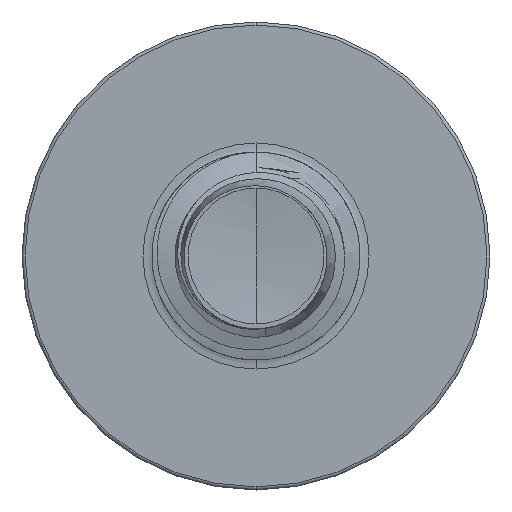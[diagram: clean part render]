
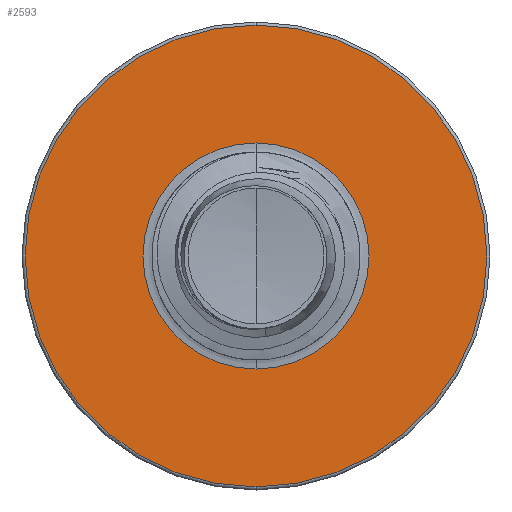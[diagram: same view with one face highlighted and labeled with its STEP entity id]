
A CAD part, front view. The second image highlights one B-rep face of the part: STEP entity #2593.
In plain terms, the highlighted planar face has unit normal (0, -1, 0).
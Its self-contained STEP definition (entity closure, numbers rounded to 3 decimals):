
#1240 = AXIS2_PLACEMENT_3D ( 'NONE', #18281, #23215, #6213 ) ;
#1459 = PLANE ( 'NONE',  #16402 ) ;
#2113 = FACE_OUTER_BOUND ( 'NONE', #8623, .T. ) ;
#2337 = EDGE_CURVE ( 'NONE', #14830, #31920, #34985, .T. ) ;
#2489 = EDGE_CURVE ( 'NONE', #26517, #16739, #32312, .T. ) ;
#2593 = ADVANCED_FACE ( 'NONE', ( #2113, #31419 ), #1459, .F. ) ;
#3460 = CIRCLE ( 'NONE', #1240, 4.44 ) ;
#3758 = CARTESIAN_POINT ( 'NONE',  ( 0., 19., 0. ) ) ;
#4676 = EDGE_CURVE ( 'NONE', #16739, #26517, #3460, .T. ) ;
#6213 = DIRECTION ( 'NONE',  ( 0., 0., 1. ) ) ;
#6604 = DIRECTION ( 'NONE',  ( 0., 0., 1. ) ) ;
#6922 = CARTESIAN_POINT ( 'NONE',  ( 0., 19., -2.174 ) ) ;
#7154 = DIRECTION ( 'NONE',  ( 0., 0., 1. ) ) ;
#7360 = CARTESIAN_POINT ( 'NONE',  ( 0., 19., -4.44 ) ) ;
#7475 = CARTESIAN_POINT ( 'NONE',  ( 0., 19., -2.174 ) ) ;
#7755 = EDGE_CURVE ( 'NONE', #31920, #14830, #33162, .T. ) ;
#7973 = CARTESIAN_POINT ( 'NONE',  ( 0., 19., 2.174 ) ) ;
#8343 = AXIS2_PLACEMENT_3D ( 'NONE', #26774, #9753, #29625 ) ;
#8623 = EDGE_LOOP ( 'NONE', ( #13821, #30456 ) ) ;
#9393 = DIRECTION ( 'NONE',  ( 0., 1., 0. ) ) ;
#9753 = DIRECTION ( 'NONE',  ( 0., 1., 0. ) ) ;
#13821 = ORIENTED_EDGE ( 'NONE', *, *, #4676, .F. ) ;
#14830 = VERTEX_POINT ( 'NONE', #7475 ) ;
#15797 = CARTESIAN_POINT ( 'NONE',  ( 0., 19., 4.44 ) ) ;
#16402 = AXIS2_PLACEMENT_3D ( 'NONE', #6922, #24173, #7154 ) ;
#16739 = VERTEX_POINT ( 'NONE', #15797 ) ;
#18281 = CARTESIAN_POINT ( 'NONE',  ( 0., 19., 0. ) ) ;
#22606 = AXIS2_PLACEMENT_3D ( 'NONE', #26414, #9393, #29270 ) ;
#23215 = DIRECTION ( 'NONE',  ( 0., 1., 0. ) ) ;
#23605 = DIRECTION ( 'NONE',  ( 0., 1., 0. ) ) ;
#24173 = DIRECTION ( 'NONE',  ( 0., 1., 0. ) ) ;
#25938 = AXIS2_PLACEMENT_3D ( 'NONE', #3758, #23605, #6604 ) ;
#26414 = CARTESIAN_POINT ( 'NONE',  ( 0., 19., 0. ) ) ;
#26517 = VERTEX_POINT ( 'NONE', #7360 ) ;
#26766 = EDGE_LOOP ( 'NONE', ( #34418, #34770 ) ) ;
#26774 = CARTESIAN_POINT ( 'NONE',  ( 0., 19., 0. ) ) ;
#29270 = DIRECTION ( 'NONE',  ( 0., 0., 1. ) ) ;
#29625 = DIRECTION ( 'NONE',  ( 0., 0., 1. ) ) ;
#30456 = ORIENTED_EDGE ( 'NONE', *, *, #2489, .F. ) ;
#31419 = FACE_BOUND ( 'NONE', #26766, .T. ) ;
#31920 = VERTEX_POINT ( 'NONE', #7973 ) ;
#32312 = CIRCLE ( 'NONE', #8343, 4.44 ) ;
#33162 = CIRCLE ( 'NONE', #25938, 2.174 ) ;
#34418 = ORIENTED_EDGE ( 'NONE', *, *, #7755, .T. ) ;
#34770 = ORIENTED_EDGE ( 'NONE', *, *, #2337, .T. ) ;
#34985 = CIRCLE ( 'NONE', #22606, 2.174 ) ;
